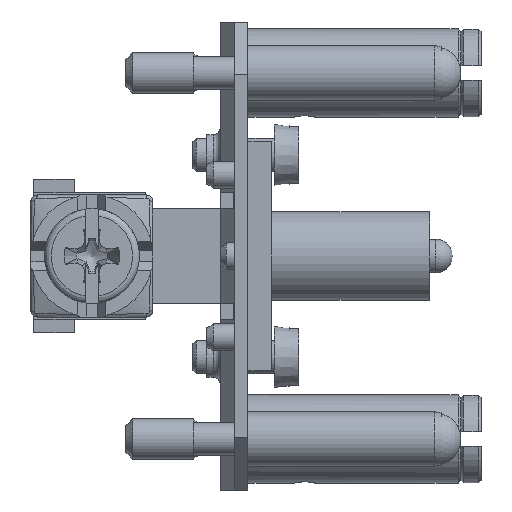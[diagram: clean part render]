
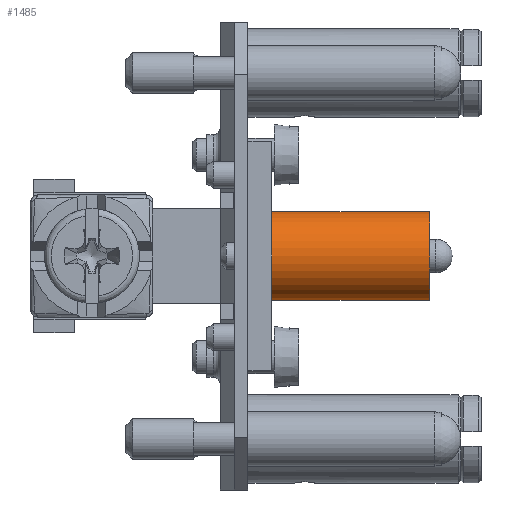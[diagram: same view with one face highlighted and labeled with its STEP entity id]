
A CAD part, left-side view. The second image highlights one B-rep face of the part: STEP entity #1485.
In plain terms, the highlighted cylindrical face has radius 3.275 mm (diameter 6.55 mm), a full revolution.
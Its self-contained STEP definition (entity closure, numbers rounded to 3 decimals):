
#958=CYLINDRICAL_SURFACE('',#6227,3.275);
#1174=FACE_BOUND('',#2335,.T.);
#1175=FACE_BOUND('',#2336,.T.);
#1485=ADVANCED_FACE('',(#1174,#1175),#958,.T.);
#2335=EDGE_LOOP('',(#3071));
#2336=EDGE_LOOP('',(#3072,#3073,#3074));
#3071=ORIENTED_EDGE('',*,*,#5100,.T.);
#3072=ORIENTED_EDGE('',*,*,#5105,.F.);
#3073=ORIENTED_EDGE('',*,*,#5101,.F.);
#3074=ORIENTED_EDGE('',*,*,#5106,.F.);
#4474=VERTEX_POINT('',#9065);
#4475=VERTEX_POINT('',#9068);
#4476=VERTEX_POINT('',#9069);
#4479=VERTEX_POINT('',#9077);
#5100=EDGE_CURVE('',#4474,#4474,#5823,.T.);
#5101=EDGE_CURVE('',#4475,#4476,#5824,.T.);
#5105=EDGE_CURVE('',#4476,#4479,#5825,.T.);
#5106=EDGE_CURVE('',#4479,#4475,#5826,.T.);
#5823=CIRCLE('',#6221,3.275);
#5824=CIRCLE('',#6223,3.275);
#5825=CIRCLE('',#6225,3.275);
#5826=CIRCLE('',#6226,3.275);
#6221=AXIS2_PLACEMENT_3D('',#9064,#7138,#7139);
#6223=AXIS2_PLACEMENT_3D('',#9067,#7142,#7143);
#6225=AXIS2_PLACEMENT_3D('',#9076,#7149,#7150);
#6226=AXIS2_PLACEMENT_3D('',#9078,#7151,#7152);
#6227=AXIS2_PLACEMENT_3D('',#9079,#7153,#7154);
#7138=DIRECTION('',(0.,1.,0.));
#7139=DIRECTION('',(0.,0.,1.));
#7142=DIRECTION('',(0.,1.,0.));
#7143=DIRECTION('',(1.,0.,0.));
#7149=DIRECTION('',(0.,1.,0.));
#7150=DIRECTION('',(-1.,0.,0.));
#7151=DIRECTION('',(0.,1.,0.));
#7152=DIRECTION('',(0.,0.,1.));
#7153=DIRECTION('',(0.,-1.,0.));
#7154=DIRECTION('',(0.,0.,1.));
#9064=CARTESIAN_POINT('',(3.7,-13.4,17.26));
#9065=CARTESIAN_POINT('',(3.7,-13.4,20.535));
#9067=CARTESIAN_POINT('',(3.7,-1.75,17.26));
#9068=CARTESIAN_POINT('',(6.975,-1.75,17.26));
#9069=CARTESIAN_POINT('',(0.425,-1.75,17.26));
#9076=CARTESIAN_POINT('',(3.7,-1.75,17.26));
#9077=CARTESIAN_POINT('',(3.7,-1.75,20.535));
#9078=CARTESIAN_POINT('',(3.7,-1.75,17.26));
#9079=CARTESIAN_POINT('',(3.7,-1.75,17.26));
